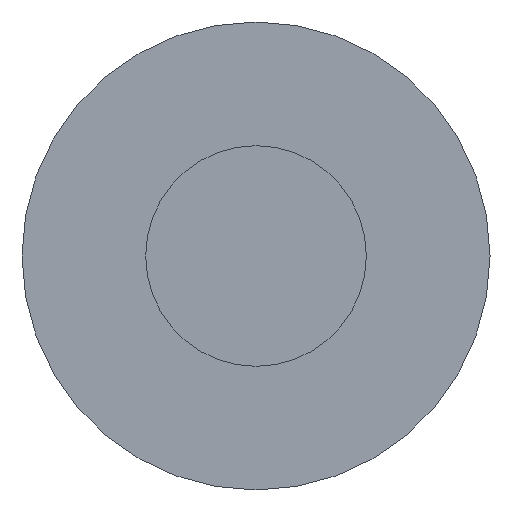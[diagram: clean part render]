
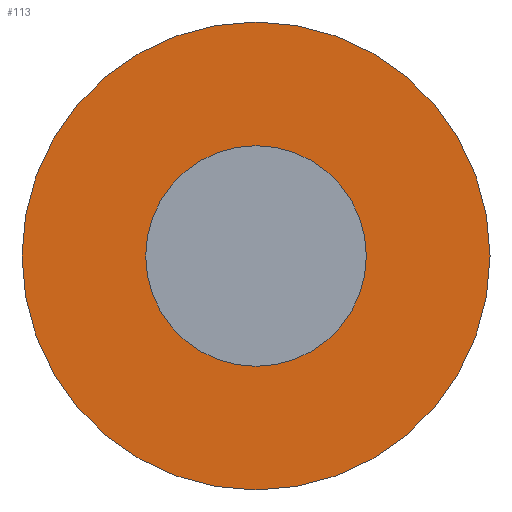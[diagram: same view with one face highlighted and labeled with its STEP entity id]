
A CAD part, front view. The second image highlights one B-rep face of the part: STEP entity #113.
In plain terms, the highlighted planar face has unit normal (0, -1, 0).
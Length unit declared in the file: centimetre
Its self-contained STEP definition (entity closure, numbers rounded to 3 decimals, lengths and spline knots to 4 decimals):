
#22=FACE_BOUND('',#49,.T.);
#35=FACE_OUTER_BOUND('',#48,.T.);
#48=EDGE_LOOP('',(#93));
#49=EDGE_LOOP('',(#94));
#62=CIRCLE('',#128,0.8);
#63=CIRCLE('',#130,3.5);
#71=VERTEX_POINT('',#191);
#72=VERTEX_POINT('',#194);
#80=EDGE_CURVE('',#71,#71,#62,.T.);
#81=EDGE_CURVE('',#72,#72,#63,.T.);
#93=ORIENTED_EDGE('',*,*,#81,.T.);
#94=ORIENTED_EDGE('',*,*,#80,.T.);
#106=PLANE('',#129);
#113=ADVANCED_FACE('',(#35,#22),#106,.F.);
#128=AXIS2_PLACEMENT_3D('',#192,#156,#157);
#129=AXIS2_PLACEMENT_3D('',#193,#158,#159);
#130=AXIS2_PLACEMENT_3D('',#195,#160,#161);
#156=DIRECTION('center_axis',(0.,1.,0.));
#157=DIRECTION('ref_axis',(-1.,0.,0.));
#158=DIRECTION('center_axis',(0.,1.,0.));
#159=DIRECTION('ref_axis',(-1.,0.,0.));
#160=DIRECTION('center_axis',(0.,-1.,0.));
#161=DIRECTION('ref_axis',(-1.,0.,0.));
#191=CARTESIAN_POINT('',(-0.8,30.8,0.));
#192=CARTESIAN_POINT('Origin',(0.,30.8,0.));
#193=CARTESIAN_POINT('Origin',(0.,30.8,0.));
#194=CARTESIAN_POINT('',(-3.5,30.8,0.));
#195=CARTESIAN_POINT('Origin',(0.,30.8,0.));
